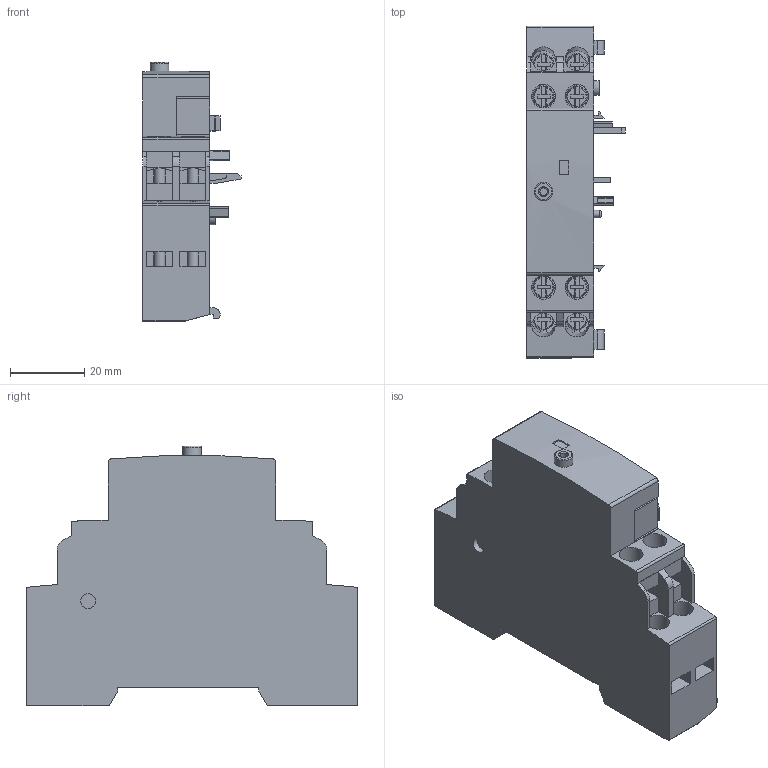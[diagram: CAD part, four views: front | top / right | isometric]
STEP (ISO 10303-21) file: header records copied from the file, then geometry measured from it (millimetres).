
FILE_DESCRIPTION(/* description */ (''),/* implementation_level */ '2;1');
FILE_NAME(/* name */ '3RV2921-1M_3D_v_stp214.stp',/* time_stamp */ '2025-04-08T09:57:18+02:00',/* author */ ('"(c) Siemens AG Smart Infrastructure"'),/* organization */ ('"(c) Siemens AG - Smart Infrastructure - EP"'),/* preprocessor_version */ 'ST-DEVELOPER v18.101',/* originating_system */ 'SIEMENS PLM Software NX 2008',/* authorisation */ '"Transmittal reproduction, dissemination and/or editing of this document as well as utilization of its contents and communication thereof to others without express authorization is prohibited. Offenders will be held liable for payment of damages. All rights created by patent grant or registration of a utility model or design patent are reserved."');
FILE_SCHEMA (('AUTOMOTIVE_DESIGN { 1 0 10303 214 3 1 1 1 }'));
Length unit declared in the file: millimetre
Products named in the file (1): model1
Bounding box: 26.5 x 89.4 x 70 mm (x, y, z)
Volume: 78018.5 mm3; surface area: 21779.2 mm2
Topology: 1 solids, 1 shells, 489 faces, 1397 edges, 921 vertices
Faces by surface type: plane 350, cylinder 102, torus 20, cone 16, bspline 1
Full cylindrical faces by diameter (mm): 2 x2, 2.5 x1, 3 x16, 4 x2, 5 x1, 6.4 x12
Entity records: 18338 total; most frequent: CARTESIAN_POINT 3824, ORIENTED_EDGE 2610, DIRECTION 2461, EDGE_CURVE 1305, LINE 899, VECTOR 899, VERTEX_POINT 879, AXIS2_PLACEMENT_3D 781
